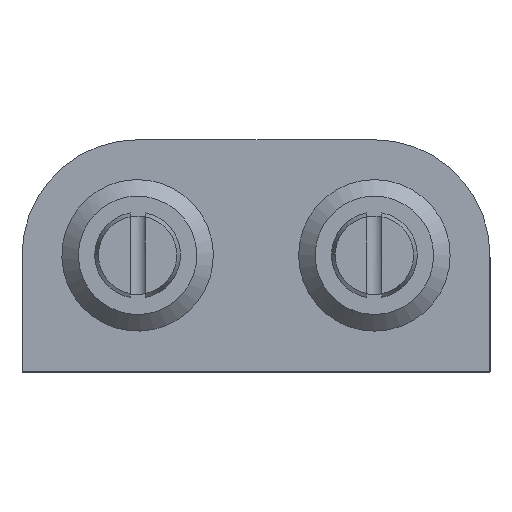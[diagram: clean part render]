
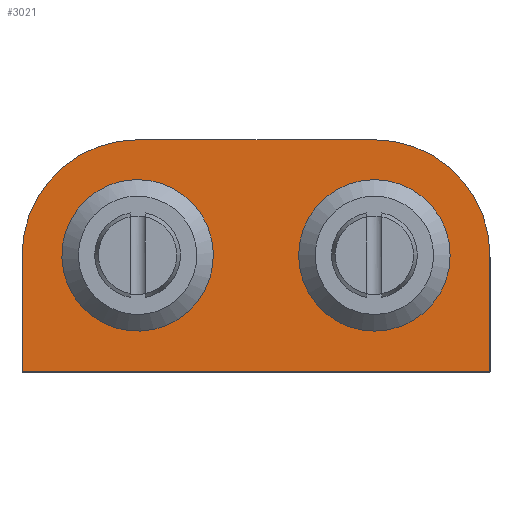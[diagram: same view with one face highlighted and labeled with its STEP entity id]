
A CAD part, top view. The second image highlights one B-rep face of the part: STEP entity #3021.
In plain terms, the highlighted planar face has unit normal (0, 0, 1).
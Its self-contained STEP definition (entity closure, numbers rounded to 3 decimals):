
#216=CARTESIAN_POINT('',(-6.2,-6.225,0.0));
#217=VERTEX_POINT('',#216);
#224=CARTESIAN_POINT('',(-6.2,0.,0.0));
#225=VERTEX_POINT('',#224);
#226=CARTESIAN_POINT('',(-6.2,-6.225,0.0));
#227=DIRECTION('',(0.0,1.0,0.0));
#228=VECTOR('',#227,6.225);
#229=LINE('',#226,#228);
#230=EDGE_CURVE('',#217,#225,#229,.T.);
#384=CARTESIAN_POINT('',(18.9,0.,0.0));
#385=VERTEX_POINT('',#384);
#392=CARTESIAN_POINT('',(18.9,-6.225,0.0));
#393=VERTEX_POINT('',#392);
#394=CARTESIAN_POINT('',(18.9,0.,0.0));
#395=DIRECTION('',(0.0,-1.0,0.0));
#396=VECTOR('',#395,6.225);
#397=LINE('',#394,#396);
#398=EDGE_CURVE('',#385,#393,#397,.T.);
#1801=CARTESIAN_POINT('',(18.9,-6.225,0.0));
#1802=DIRECTION('',(-1.0,0.0,0.0));
#1803=VECTOR('',#1802,25.1);
#1804=LINE('',#1801,#1803);
#1805=EDGE_CURVE('',#393,#217,#1804,.T.);
#2965=CARTESIAN_POINT('',(6.35,-0.588,0.0));
#2966=DIRECTION('',(0.0,0.0,1.0));
#2967=DIRECTION('',(1.0,0.0,0.0));
#2968=AXIS2_PLACEMENT_3D('',#2965,#2966,#2967);
#2969=PLANE('',#2968);
#2970=ORIENTED_EDGE('',*,*,#230,.F.);
#2971=ORIENTED_EDGE('',*,*,#1805,.F.);
#2972=ORIENTED_EDGE('',*,*,#398,.F.);
#2973=CARTESIAN_POINT('',(12.7,6.2,0.0));
#2974=VERTEX_POINT('',#2973);
#2975=CARTESIAN_POINT('',(12.7,0.,0.0));
#2976=DIRECTION('',(0.0,0.0,-1.0));
#2977=DIRECTION('',(-1.0,0.0,0.0));
#2978=AXIS2_PLACEMENT_3D('',#2975,#2976,#2977);
#2979=CIRCLE('',#2978,6.2);
#2980=EDGE_CURVE('',#2974,#385,#2979,.T.);
#2981=ORIENTED_EDGE('',*,*,#2980,.F.);
#2982=CARTESIAN_POINT('',(0.,6.2,0.0));
#2983=VERTEX_POINT('',#2982);
#2984=CARTESIAN_POINT('',(0.0,6.2,0.0));
#2985=DIRECTION('',(1.0,0.0,0.0));
#2986=VECTOR('',#2985,12.7);
#2987=LINE('',#2984,#2986);
#2988=EDGE_CURVE('',#2983,#2974,#2987,.T.);
#2989=ORIENTED_EDGE('',*,*,#2988,.F.);
#2990=CARTESIAN_POINT('',(0.,0.,0.0));
#2991=DIRECTION('',(0.0,0.0,-1.0));
#2992=DIRECTION('',(0.0,-1.0,0.0));
#2993=AXIS2_PLACEMENT_3D('',#2990,#2991,#2992);
#2994=CIRCLE('',#2993,6.2);
#2995=EDGE_CURVE('',#225,#2983,#2994,.T.);
#2996=ORIENTED_EDGE('',*,*,#2995,.F.);
#2997=EDGE_LOOP('',(#2970,#2971,#2972,#2981,#2989,#2996));
#2998=FACE_OUTER_BOUND('',#2997,.T.);
#2999=CARTESIAN_POINT('',(12.7,4.064,0.0));
#3000=VERTEX_POINT('',#2999);
#3001=CARTESIAN_POINT('',(12.7,0.0,0.0));
#3002=DIRECTION('',(0.0,0.0,1.0));
#3003=DIRECTION('',(0.0,-1.0,0.0));
#3004=AXIS2_PLACEMENT_3D('',#3001,#3002,#3003);
#3005=CIRCLE('',#3004,4.064);
#3006=EDGE_CURVE('',#3000,#3000,#3005,.T.);
#3007=ORIENTED_EDGE('',*,*,#3006,.F.);
#3008=EDGE_LOOP('',(#3007));
#3009=FACE_BOUND('',#3008,.T.);
#3010=CARTESIAN_POINT('',(-3.433,-2.175,0.));
#3011=VERTEX_POINT('',#3010);
#3012=CARTESIAN_POINT('',(0.0,0.0,0.0));
#3013=DIRECTION('',(0.0,0.0,1.0));
#3014=DIRECTION('',(0.0,-1.0,0.0));
#3015=AXIS2_PLACEMENT_3D('',#3012,#3013,#3014);
#3016=CIRCLE('',#3015,4.064);
#3017=EDGE_CURVE('',#3011,#3011,#3016,.T.);
#3018=ORIENTED_EDGE('',*,*,#3017,.F.);
#3019=EDGE_LOOP('',(#3018));
#3020=FACE_BOUND('',#3019,.T.);
#3021=ADVANCED_FACE('',(#2998,#3009,#3020),#2969,.T.);
